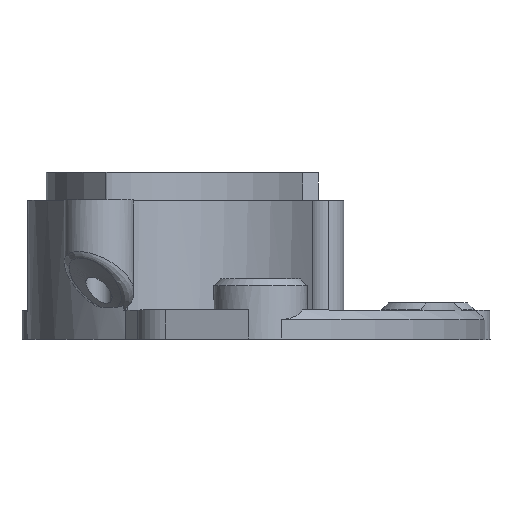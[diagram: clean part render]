
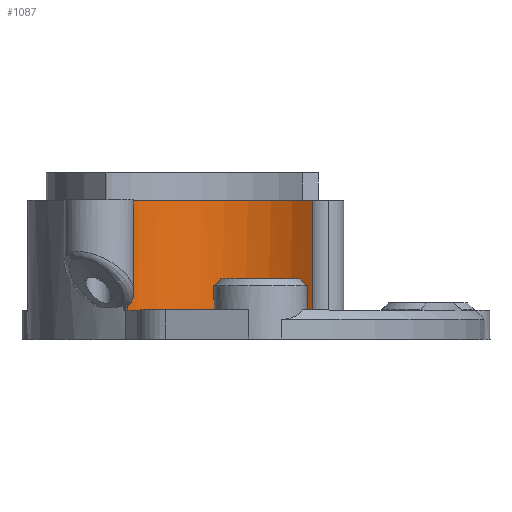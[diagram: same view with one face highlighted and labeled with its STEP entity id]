
A CAD part, top view. The second image highlights one B-rep face of the part: STEP entity #1087.
In plain terms, the highlighted cylindrical face has radius 14.596 mm (diameter 29.192 mm), a partial arc.
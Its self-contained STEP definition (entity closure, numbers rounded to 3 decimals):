
#54=CIRCLE('',#1125,14.596);
#68=CIRCLE('',#1141,14.596);
#94=CIRCLE('',#1177,14.596);
#156=CYLINDRICAL_SURFACE('',#1242,14.596);
#214=FACE_OUTER_BOUND('',#287,.T.);
#287=EDGE_LOOP('',(#999,#1000,#1001,#1002,#1003,#1004));
#320=LINE('',#2355,#379);
#330=LINE('',#2471,#389);
#347=LINE('',#2846,#406);
#379=VECTOR('',#1399,10.);
#389=VECTOR('',#1499,10.);
#406=VECTOR('',#1578,10.);
#454=VERTEX_POINT('',#1705);
#455=VERTEX_POINT('',#1707);
#474=VERTEX_POINT('',#2289);
#475=VERTEX_POINT('',#2291);
#494=VERTEX_POINT('',#2354);
#502=VERTEX_POINT('',#2375);
#564=EDGE_CURVE('',#455,#454,#54,.T.);
#589=EDGE_CURVE('',#475,#474,#68,.T.);
#617=EDGE_CURVE('',#494,#455,#320,.T.);
#629=EDGE_CURVE('',#494,#502,#94,.T.);
#665=EDGE_CURVE('',#475,#454,#330,.T.);
#692=EDGE_CURVE('',#474,#502,#347,.T.);
#999=ORIENTED_EDGE('',*,*,#665,.F.);
#1000=ORIENTED_EDGE('',*,*,#589,.T.);
#1001=ORIENTED_EDGE('',*,*,#692,.T.);
#1002=ORIENTED_EDGE('',*,*,#629,.F.);
#1003=ORIENTED_EDGE('',*,*,#617,.T.);
#1004=ORIENTED_EDGE('',*,*,#564,.T.);
#1087=ADVANCED_FACE('',(#214),#156,.F.);
#1125=AXIS2_PLACEMENT_3D('',#1708,#1299,#1300);
#1141=AXIS2_PLACEMENT_3D('',#2292,#1338,#1339);
#1177=AXIS2_PLACEMENT_3D('',#2376,#1423,#1424);
#1242=AXIS2_PLACEMENT_3D('',#2847,#1579,#1580);
#1299=DIRECTION('center_axis',(0.,1.,0.));
#1300=DIRECTION('ref_axis',(-0.5,0.,-0.866));
#1338=DIRECTION('center_axis',(0.,1.,0.));
#1339=DIRECTION('ref_axis',(-0.5,0.,-0.866));
#1399=DIRECTION('',(0.,1.,0.));
#1423=DIRECTION('center_axis',(0.,1.,0.));
#1424=DIRECTION('ref_axis',(0.91,0.,-0.414));
#1499=DIRECTION('',(0.,-1.,0.));
#1578=DIRECTION('',(0.,-1.,0.));
#1579=DIRECTION('center_axis',(0.,1.,0.));
#1580=DIRECTION('ref_axis',(-0.5,0.,-0.866));
#1705=CARTESIAN_POINT('',(-526.057,-55.602,-351.791));
#1707=CARTESIAN_POINT('',(-524.446,-55.602,-350.364));
#1708=CARTESIAN_POINT('Origin',(-534.902,-55.602,-340.18));
#2289=CARTESIAN_POINT('',(-545.919,-43.769,-330.606));
#2291=CARTESIAN_POINT('',(-526.057,-43.769,-351.791));
#2292=CARTESIAN_POINT('Origin',(-534.902,-43.769,-340.18));
#2354=CARTESIAN_POINT('',(-524.446,-58.727,-350.364));
#2355=CARTESIAN_POINT('',(-524.446,-54.961,-350.364));
#2375=CARTESIAN_POINT('',(-545.919,-58.727,-330.606));
#2376=CARTESIAN_POINT('Origin',(-534.902,-58.727,-340.18));
#2471=CARTESIAN_POINT('',(-526.057,-43.769,-351.791));
#2846=CARTESIAN_POINT('',(-545.919,-57.902,-330.606));
#2847=CARTESIAN_POINT('Origin',(-534.902,-57.402,-340.18));
